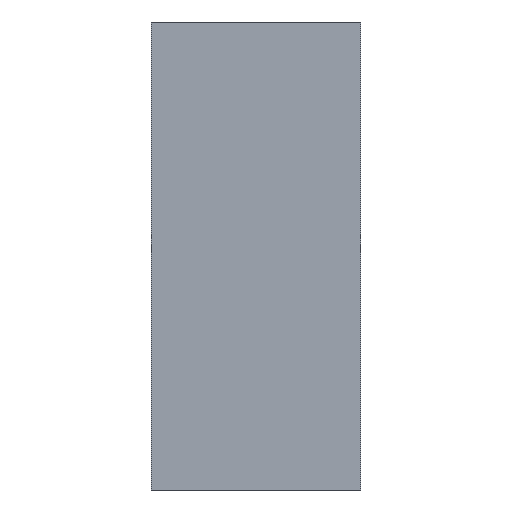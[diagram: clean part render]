
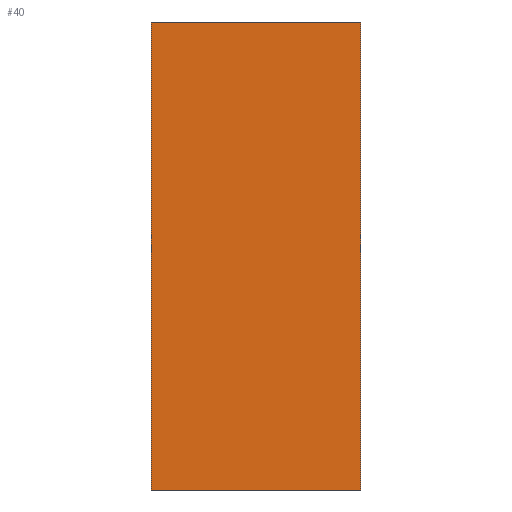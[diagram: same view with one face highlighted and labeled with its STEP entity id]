
A CAD part, left-side view. The second image highlights one B-rep face of the part: STEP entity #40.
In plain terms, the highlighted planar face has unit normal (-1, 0, 0).
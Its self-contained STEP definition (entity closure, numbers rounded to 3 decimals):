
#40 = ADVANCED_FACE( '', ( #78 ), #79, .F. );
#78 = FACE_OUTER_BOUND( '', #115, .T. );
#79 = PLANE( '', #116 );
#115 = EDGE_LOOP( '', ( #163, #164, #165, #166 ) );
#116 = AXIS2_PLACEMENT_3D( '', #167, #168, #169 );
#163 = ORIENTED_EDGE( '', *, *, #213, .T. );
#164 = ORIENTED_EDGE( '', *, *, #207, .F. );
#165 = ORIENTED_EDGE( '', *, *, #214, .F. );
#166 = ORIENTED_EDGE( '', *, *, #210, .T. );
#167 = CARTESIAN_POINT( '', ( -173., 21.5, 96. ) );
#168 = DIRECTION( '', ( 1., 0., 0. ) );
#169 = DIRECTION( '', ( 0., 0., -1. ) );
#207 = EDGE_CURVE( '', #237, #235, #239, .T. );
#210 = EDGE_CURVE( '', #243, #241, #244, .T. );
#213 = EDGE_CURVE( '', #241, #235, #247, .T. );
#214 = EDGE_CURVE( '', #243, #237, #248, .T. );
#235 = VERTEX_POINT( '', #275 );
#237 = VERTEX_POINT( '', #278 );
#239 = LINE( '', #281, #282 );
#241 = VERTEX_POINT( '', #284 );
#243 = VERTEX_POINT( '', #287 );
#244 = LINE( '', #288, #289 );
#247 = LINE( '', #293, #294 );
#248 = LINE( '', #295, #296 );
#275 = CARTESIAN_POINT( '', ( -173., -21.5, 0. ) );
#278 = CARTESIAN_POINT( '', ( -173., -21.5, 96. ) );
#281 = CARTESIAN_POINT( '', ( -173., -21.5, 96. ) );
#282 = VECTOR( '', #316, 1000. );
#284 = CARTESIAN_POINT( '', ( -173., 21.5, 0. ) );
#287 = CARTESIAN_POINT( '', ( -173., 21.5, 96. ) );
#288 = CARTESIAN_POINT( '', ( -173., 21.5, 96. ) );
#289 = VECTOR( '', #318, 1000. );
#293 = CARTESIAN_POINT( '', ( -173., 21.5, 0. ) );
#294 = VECTOR( '', #320, 1000. );
#295 = CARTESIAN_POINT( '', ( -173., 21.5, 96. ) );
#296 = VECTOR( '', #321, 1000. );
#316 = DIRECTION( '', ( 0., 0., -1. ) );
#318 = DIRECTION( '', ( 0., 0., -1. ) );
#320 = DIRECTION( '', ( 0., -1., 0. ) );
#321 = DIRECTION( '', ( 0., -1., 0. ) );
